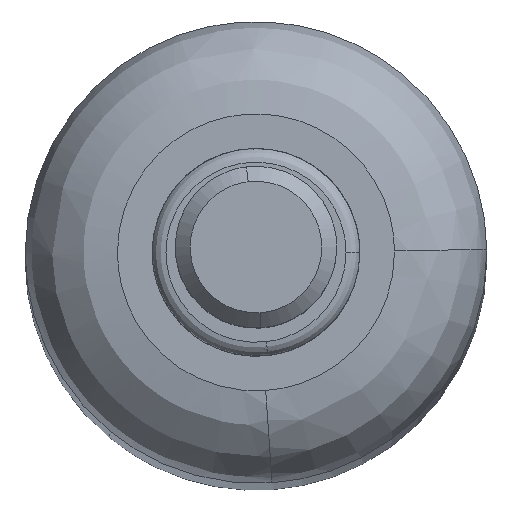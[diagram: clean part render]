
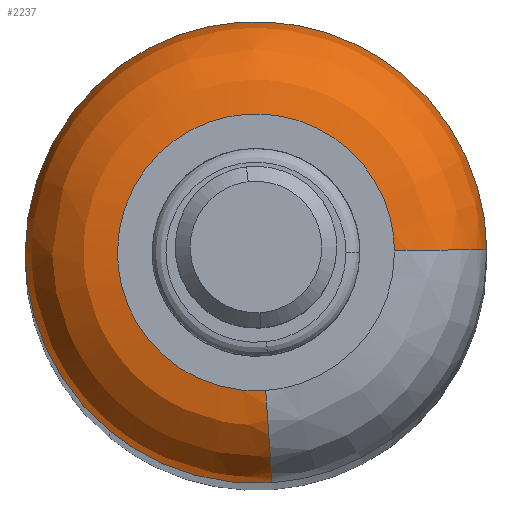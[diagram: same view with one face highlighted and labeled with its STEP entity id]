
A CAD part, top view. The second image highlights one B-rep face of the part: STEP entity #2237.
In plain terms, the highlighted free-form (B-spline) face has degree [2, 2] with [9, 3] control points.
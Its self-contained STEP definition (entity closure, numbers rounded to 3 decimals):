
#1760=CARTESIAN_POINT('',(-3.18,-3.858,-2.));
#1761=VERTEX_POINT('',#1760);
#1762=CARTESIAN_POINT('',(-5.,0.0,-2.0));
#1763=VERTEX_POINT('',#1762);
#1764=CARTESIAN_POINT('',(-3.18,-3.858,-2.));
#1765=CARTESIAN_POINT('',(-5.,-2.358,-2.0));
#1766=CARTESIAN_POINT('',(-5.,0.0,-2.0));
#1774=(BOUNDED_CURVE()B_SPLINE_CURVE(2,(#1764,#1765,#1766),.UNSPECIFIED.,.F.,.U.)B_SPLINE_CURVE_WITH_KNOTS((3,3),(0.861,1.0),.UNSPECIFIED.)CURVE()GEOMETRIC_REPRESENTATION_ITEM()RATIONAL_B_SPLINE_CURVE((0.856,0.837,1.0))REPRESENTATION_ITEM(''));
#1775=EDGE_CURVE('',#1761,#1763,#1774,.T.);
#1777=CARTESIAN_POINT('',(3.18,3.858,-2.));
#1778=VERTEX_POINT('',#1777);
#1779=CARTESIAN_POINT('',(-5.,0.0,-2.0));
#1780=CARTESIAN_POINT('',(-5.,5.,-2.));
#1781=CARTESIAN_POINT('',(0.,5.,-2.0));
#1782=CARTESIAN_POINT('',(1.795,5.,-2.0));
#1783=CARTESIAN_POINT('',(3.18,3.858,-2.));
#1791=(BOUNDED_CURVE()B_SPLINE_CURVE(2,(#1779,#1780,#1781,#1782,#1783),.UNSPECIFIED.,.F.,.U.)B_SPLINE_CURVE_WITH_KNOTS((3,2,3),(0.0,0.25,0.361),.UNSPECIFIED.)CURVE()GEOMETRIC_REPRESENTATION_ITEM()RATIONAL_B_SPLINE_CURVE((1.0,0.707,1.0,0.871,0.856))REPRESENTATION_ITEM(''));
#1792=EDGE_CURVE('',#1763,#1778,#1791,.T.);
#1889=CARTESIAN_POINT('',(0.349,-4.988,-2.));
#1890=VERTEX_POINT('',#1889);
#1891=CARTESIAN_POINT('',(0.349,-4.988,-2.));
#1892=CARTESIAN_POINT('',(0.175,-5.,-2.));
#1893=CARTESIAN_POINT('',(0.,-5.,-2.0));
#1894=CARTESIAN_POINT('',(-1.795,-5.,-2.));
#1895=CARTESIAN_POINT('',(-3.18,-3.858,-2.));
#1903=(BOUNDED_CURVE()B_SPLINE_CURVE(2,(#1891,#1892,#1893,#1894,#1895),.UNSPECIFIED.,.F.,.U.)B_SPLINE_CURVE_WITH_KNOTS((3,2,3),(0.738,0.75,0.861),.UNSPECIFIED.)CURVE()GEOMETRIC_REPRESENTATION_ITEM()RATIONAL_B_SPLINE_CURVE((0.973,0.986,1.0,0.871,0.856))REPRESENTATION_ITEM(''));
#1904=EDGE_CURVE('',#1890,#1761,#1903,.T.);
#1938=CARTESIAN_POINT('',(5.,0.063,-2.));
#1939=VERTEX_POINT('',#1938);
#1940=CARTESIAN_POINT('',(3.18,3.858,-2.));
#1941=CARTESIAN_POINT('',(4.97,2.383,-2.));
#1942=CARTESIAN_POINT('',(5.,0.063,-2.));
#1950=(BOUNDED_CURVE()B_SPLINE_CURVE(2,(#1940,#1941,#1942),.UNSPECIFIED.,.F.,.U.)B_SPLINE_CURVE_WITH_KNOTS((3,3),(0.361,0.498),.UNSPECIFIED.)CURVE()GEOMETRIC_REPRESENTATION_ITEM()RATIONAL_B_SPLINE_CURVE((0.856,0.837,0.995))REPRESENTATION_ITEM(''));
#1951=EDGE_CURVE('',#1778,#1939,#1950,.T.);
#2134=CARTESIAN_POINT('',(0.2,-2.854,-0.005));
#2135=CARTESIAN_POINT('',(0.118,-2.86,-0.005));
#2136=CARTESIAN_POINT('',(0.036,-2.861,-0.005));
#2137=CARTESIAN_POINT('',(-2.825,-2.897,-0.005));
#2138=CARTESIAN_POINT('',(-2.861,-0.036,-0.005));
#2139=CARTESIAN_POINT('',(-2.897,2.825,-0.005));
#2140=CARTESIAN_POINT('',(-0.036,2.861,-0.005));
#2141=CARTESIAN_POINT('',(2.825,2.897,-0.005));
#2142=CARTESIAN_POINT('',(2.861,0.036,-0.005));
#2143=CARTESIAN_POINT('',(0.359,-5.143,0.155));
#2144=CARTESIAN_POINT('',(0.212,-5.153,0.155));
#2145=CARTESIAN_POINT('',(0.065,-5.155,0.155));
#2146=CARTESIAN_POINT('',(-5.09,-5.219,0.155));
#2147=CARTESIAN_POINT('',(-5.155,-0.065,0.155));
#2148=CARTESIAN_POINT('',(-5.219,5.09,0.155));
#2149=CARTESIAN_POINT('',(-0.065,5.155,0.155));
#2150=CARTESIAN_POINT('',(5.09,5.219,0.155));
#2151=CARTESIAN_POINT('',(5.155,0.065,0.155));
#2152=CARTESIAN_POINT('',(0.348,-4.983,-2.139));
#2153=CARTESIAN_POINT('',(0.206,-4.993,-2.139));
#2154=CARTESIAN_POINT('',(0.063,-4.995,-2.139));
#2155=CARTESIAN_POINT('',(-4.932,-5.058,-2.139));
#2156=CARTESIAN_POINT('',(-4.995,-0.063,-2.139));
#2157=CARTESIAN_POINT('',(-5.058,4.932,-2.139));
#2158=CARTESIAN_POINT('',(-0.063,4.995,-2.139));
#2159=CARTESIAN_POINT('',(4.932,5.058,-2.139));
#2160=CARTESIAN_POINT('',(4.995,0.063,-2.139));
#2168=(BOUNDED_SURFACE()B_SPLINE_SURFACE(2,2,((#2134,#2143,#2152),(#2135,#2144,#2153),(#2136,#2145,#2154),(#2137,#2146,#2155),(#2138,#2147,#2156),(#2139,#2148,#2157),(#2140,#2149,#2158),(#2141,#2150,#2159),(#2142,#2151,#2160)),.UNSPECIFIED.,.F.,.F.,.U.)B_SPLINE_SURFACE_WITH_KNOTS((3,2,2,2,3),(3,3),(0.0,0.331,8.607,16.884,25.16),(0.0,3.645),.UNSPECIFIED.)GEOMETRIC_REPRESENTATION_ITEM()RATIONAL_B_SPLINE_SURFACE(((0.896,0.588,0.896),(0.906,0.594,0.906),(0.916,0.601,0.916),(0.648,0.425,0.648),(0.916,0.601,0.916),(0.648,0.425,0.648),(0.916,0.601,0.916),(0.648,0.425,0.648),(0.916,0.601,0.916)))REPRESENTATION_ITEM('')SURFACE());
#2169=CARTESIAN_POINT('',(0.209,-2.993,0.));
#2170=VERTEX_POINT('',#2169);
#2171=CARTESIAN_POINT('',(-3.,0.0,0.0));
#2172=VERTEX_POINT('',#2171);
#2173=CARTESIAN_POINT('',(0.209,-2.993,0.));
#2174=CARTESIAN_POINT('',(0.105,-3.,0.0));
#2175=CARTESIAN_POINT('',(0.,-3.,0.0));
#2176=CARTESIAN_POINT('',(-3.,-3.,0.0));
#2177=CARTESIAN_POINT('',(-3.,0.0,0.0));
#2185=(BOUNDED_CURVE()B_SPLINE_CURVE(2,(#2173,#2174,#2175,#2176,#2177),.UNSPECIFIED.,.F.,.U.)B_SPLINE_CURVE_WITH_KNOTS((3,2,3),(0.738,0.75,1.0),.UNSPECIFIED.)CURVE()GEOMETRIC_REPRESENTATION_ITEM()RATIONAL_B_SPLINE_CURVE((0.973,0.986,1.0,0.707,1.0))REPRESENTATION_ITEM(''));
#2186=EDGE_CURVE('',#2170,#2172,#2185,.T.);
#2187=ORIENTED_EDGE('',*,*,#2186,.T.);
#2188=CARTESIAN_POINT('',(3.,0.038,0.));
#2189=VERTEX_POINT('',#2188);
#2190=CARTESIAN_POINT('',(-3.,0.0,0.0));
#2191=CARTESIAN_POINT('',(-3.,3.,0.0));
#2192=CARTESIAN_POINT('',(0.,3.,0.0));
#2193=CARTESIAN_POINT('',(2.963,3.,0.0));
#2194=CARTESIAN_POINT('',(3.,0.038,0.));
#2202=(BOUNDED_CURVE()B_SPLINE_CURVE(2,(#2190,#2191,#2192,#2193,#2194),.UNSPECIFIED.,.F.,.U.)B_SPLINE_CURVE_WITH_KNOTS((3,2,3),(0.0,0.25,0.498),.UNSPECIFIED.)CURVE()GEOMETRIC_REPRESENTATION_ITEM()RATIONAL_B_SPLINE_CURVE((1.0,0.707,1.0,0.71,0.995))REPRESENTATION_ITEM(''));
#2203=EDGE_CURVE('',#2172,#2189,#2202,.T.);
#2204=ORIENTED_EDGE('',*,*,#2203,.T.);
#2205=CARTESIAN_POINT('',(3.,0.038,0.));
#2206=CARTESIAN_POINT('',(5.,0.063,0.));
#2207=CARTESIAN_POINT('',(5.,0.063,-2.));
#2215=(BOUNDED_CURVE()B_SPLINE_CURVE(2,(#2205,#2206,#2207),.UNSPECIFIED.,.F.,.U.)B_SPLINE_CURVE_WITH_KNOTS((3,3),(-1.735,-0.265),.UNSPECIFIED.)CURVE()GEOMETRIC_REPRESENTATION_ITEM()RATIONAL_B_SPLINE_CURVE((0.889,0.629,0.889))REPRESENTATION_ITEM(''));
#2216=EDGE_CURVE('',#2189,#1939,#2215,.T.);
#2217=ORIENTED_EDGE('',*,*,#2216,.T.);
#2218=ORIENTED_EDGE('',*,*,#1951,.F.);
#2219=ORIENTED_EDGE('',*,*,#1792,.F.);
#2220=ORIENTED_EDGE('',*,*,#1775,.F.);
#2221=ORIENTED_EDGE('',*,*,#1904,.F.);
#2222=CARTESIAN_POINT('',(0.209,-2.993,0.));
#2223=CARTESIAN_POINT('',(0.349,-4.988,0.));
#2224=CARTESIAN_POINT('',(0.349,-4.988,-2.));
#2232=(BOUNDED_CURVE()B_SPLINE_CURVE(2,(#2222,#2223,#2224),.UNSPECIFIED.,.F.,.U.)B_SPLINE_CURVE_WITH_KNOTS((3,3),(-1.735,-0.265),.UNSPECIFIED.)CURVE()GEOMETRIC_REPRESENTATION_ITEM()RATIONAL_B_SPLINE_CURVE((0.869,0.614,0.869))REPRESENTATION_ITEM(''));
#2233=EDGE_CURVE('',#2170,#1890,#2232,.T.);
#2234=ORIENTED_EDGE('',*,*,#2233,.F.);
#2235=EDGE_LOOP('',(#2187,#2204,#2217,#2218,#2219,#2220,#2221,#2234));
#2236=FACE_OUTER_BOUND('',#2235,.T.);
#2237=ADVANCED_FACE('',(#2236),#2168,.T.);
